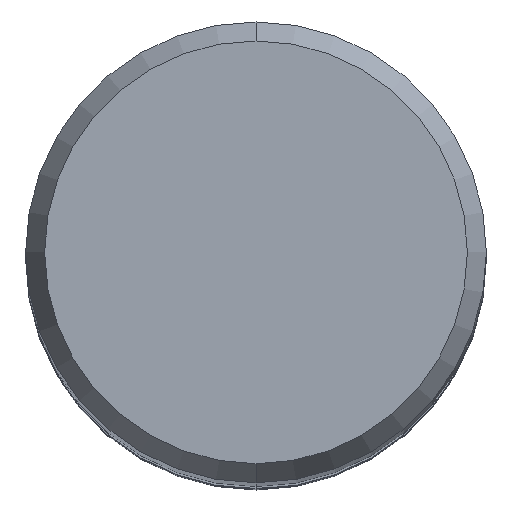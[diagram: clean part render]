
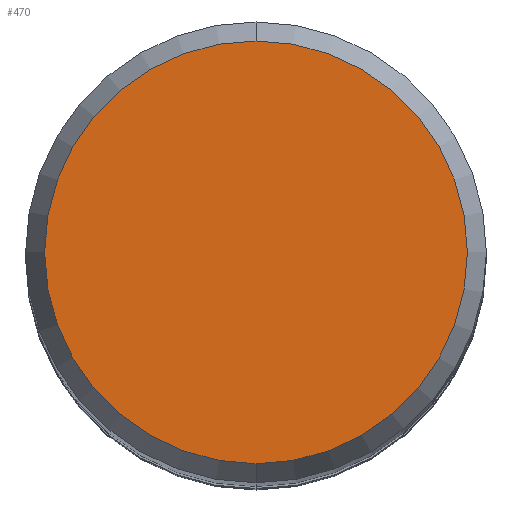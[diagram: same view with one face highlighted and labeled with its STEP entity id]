
A CAD part, top view. The second image highlights one B-rep face of the part: STEP entity #470.
In plain terms, the highlighted planar face has unit normal (0, 0, 1).
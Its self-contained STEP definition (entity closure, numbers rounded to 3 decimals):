
#250=EDGE_CURVE('',#478,#482,#590,.T.);
#470=ADVANCED_FACE('',(#833),#834,.T.);
#474=EDGE_CURVE('',#482,#478,#838,.T.);
#478=VERTEX_POINT('',#842);
#482=VERTEX_POINT('',#846);
#590=CIRCLE('',#1011,5.098);
#833=FACE_OUTER_BOUND('',#1502,.T.);
#834=PLANE('',#1503);
#838=CIRCLE('',#1510,5.098);
#842=CARTESIAN_POINT('',(0.0,5.098,0.));
#846=CARTESIAN_POINT('',(0.,-5.098,0.));
#1011=AXIS2_PLACEMENT_3D('',#1684,#1685,#1686);
#1502=EDGE_LOOP('',(#1959,#1960));
#1503=AXIS2_PLACEMENT_3D('',#1961,#1962,#1963);
#1510=AXIS2_PLACEMENT_3D('',#1965,#1966,#1967);
#1684=CARTESIAN_POINT('',(0.0,0.0,0.));
#1685=DIRECTION('',(0.0,0.0,-1.0));
#1686=DIRECTION('',(0.0,1.0,0.0));
#1959=ORIENTED_EDGE('',*,*,#250,.F.);
#1960=ORIENTED_EDGE('',*,*,#474,.F.);
#1961=CARTESIAN_POINT('',(0.0,2.549,0.));
#1962=DIRECTION('',(-0.0,0.0,1.0));
#1963=DIRECTION('',(0.0,-1.0,0.0));
#1965=CARTESIAN_POINT('',(0.0,0.0,0.));
#1966=DIRECTION('',(0.0,0.0,-1.0));
#1967=DIRECTION('',(0.0,1.0,0.0));
